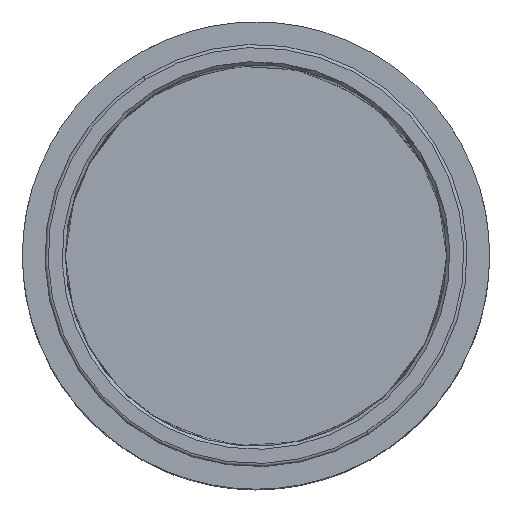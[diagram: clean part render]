
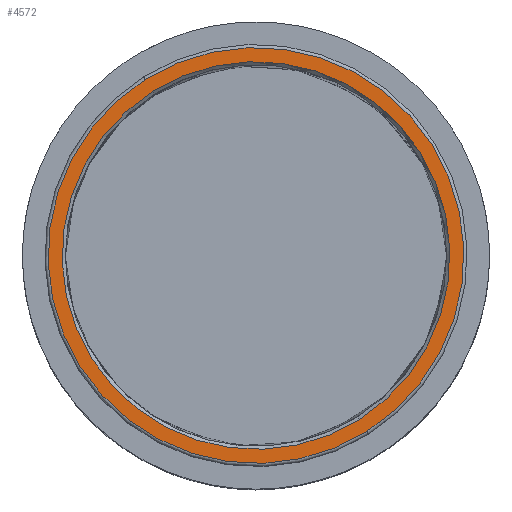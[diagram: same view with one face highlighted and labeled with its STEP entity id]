
A CAD part, top view. The second image highlights one B-rep face of the part: STEP entity #4572.
In plain terms, the highlighted planar face has unit normal (0, 0, 1).
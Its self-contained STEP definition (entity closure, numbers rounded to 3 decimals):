
#326 = CARTESIAN_POINT ( 'NONE',  ( 324.841, -516.313, 1425. ) ) ;
#840 = DIRECTION ( 'NONE',  ( -0.533, 0.846, 0. ) ) ;
#1240 = FACE_OUTER_BOUND ( 'NONE', #16810, .T. ) ;
#1349 = CIRCLE ( 'NONE', #13160, 654.3 ) ;
#1586 = DIRECTION ( 'NONE',  ( 0., 0., -1. ) ) ;
#1598 = VERTEX_POINT ( 'NONE', #15727 ) ;
#4132 = CIRCLE ( 'NONE', #10239, 654.3 ) ;
#4572 = ADVANCED_FACE ( 'NONE', ( #15150, #1240 ), #6610, .T. ) ;
#5422 = ORIENTED_EDGE ( 'NONE', *, *, #20900, .F. ) ;
#5635 = CARTESIAN_POINT ( 'NONE',  ( -348.431, 553.809, 1425. ) ) ;
#6610 = PLANE ( 'NONE',  #7684 ) ;
#6614 = ORIENTED_EDGE ( 'NONE', *, *, #13221, .T. ) ;
#6658 = VERTEX_POINT ( 'NONE', #5635 ) ;
#7165 = VERTEX_POINT ( 'NONE', #14492 ) ;
#7684 = AXIS2_PLACEMENT_3D ( 'NONE', #8071, #9763, #11797 ) ;
#7692 = EDGE_CURVE ( 'NONE', #6658, #7165, #4132, .T. ) ;
#8071 = CARTESIAN_POINT ( 'NONE',  ( 0., 0., 1425. ) ) ;
#8483 = CIRCLE ( 'NONE', #21031, 610. ) ;
#9449 = DIRECTION ( 'NONE',  ( -0.533, 0.846, 0. ) ) ;
#9763 = DIRECTION ( 'NONE',  ( 0., 0., 1. ) ) ;
#10239 = AXIS2_PLACEMENT_3D ( 'NONE', #11158, #15879, #840 ) ;
#10331 = CARTESIAN_POINT ( 'NONE',  ( 0., 0., 1425. ) ) ;
#11136 = DIRECTION ( 'NONE',  ( 0., 0., -1. ) ) ;
#11158 = CARTESIAN_POINT ( 'NONE',  ( 0., 0., 1425. ) ) ;
#11797 = DIRECTION ( 'NONE',  ( 1., 0., 0. ) ) ;
#13160 = AXIS2_PLACEMENT_3D ( 'NONE', #19356, #11136, #9449 ) ;
#13221 = EDGE_CURVE ( 'NONE', #1598, #20405, #22091, .T. ) ;
#14492 = CARTESIAN_POINT ( 'NONE',  ( 348.431, -553.809, 1425. ) ) ;
#14905 = AXIS2_PLACEMENT_3D ( 'NONE', #20494, #20710, #19040 ) ;
#15150 = FACE_BOUND ( 'NONE', #16693, .T. ) ;
#15727 = CARTESIAN_POINT ( 'NONE',  ( -324.841, 516.313, 1425. ) ) ;
#15879 = DIRECTION ( 'NONE',  ( 0., 0., -1. ) ) ;
#16693 = EDGE_LOOP ( 'NONE', ( #18942, #6614 ) ) ;
#16810 = EDGE_LOOP ( 'NONE', ( #20650, #5422 ) ) ;
#17992 = EDGE_CURVE ( 'NONE', #20405, #1598, #8483, .T. ) ;
#18942 = ORIENTED_EDGE ( 'NONE', *, *, #17992, .T. ) ;
#19040 = DIRECTION ( 'NONE',  ( -0.533, 0.846, 0. ) ) ;
#19356 = CARTESIAN_POINT ( 'NONE',  ( 0., 0., 1425. ) ) ;
#20405 = VERTEX_POINT ( 'NONE', #326 ) ;
#20494 = CARTESIAN_POINT ( 'NONE',  ( 0., 0., 1425. ) ) ;
#20650 = ORIENTED_EDGE ( 'NONE', *, *, #7692, .F. ) ;
#20710 = DIRECTION ( 'NONE',  ( 0., 0., -1. ) ) ;
#20900 = EDGE_CURVE ( 'NONE', #7165, #6658, #1349, .T. ) ;
#21031 = AXIS2_PLACEMENT_3D ( 'NONE', #10331, #1586, #22016 ) ;
#22016 = DIRECTION ( 'NONE',  ( -0.533, 0.846, 0. ) ) ;
#22091 = CIRCLE ( 'NONE', #14905, 610. ) ;
